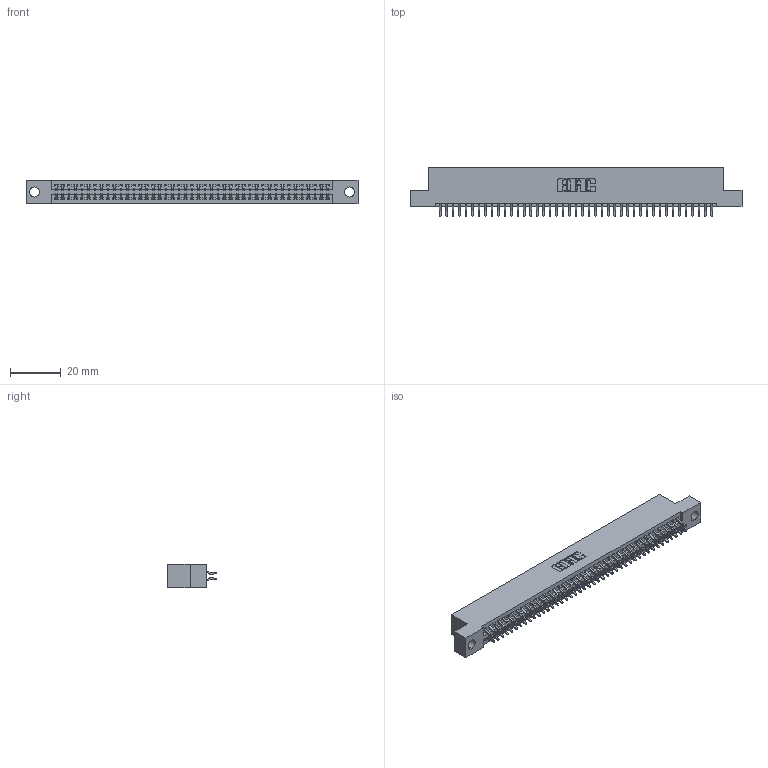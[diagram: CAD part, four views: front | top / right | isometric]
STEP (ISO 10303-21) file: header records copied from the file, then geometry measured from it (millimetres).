
FILE_DESCRIPTION (( 'STEP AP203' ), '1' );
FILE_NAME ('395-086-556-204.STEP', '2021-06-17T09:04:51', ( '' ), ( '' ), 'SwSTEP 2.0', 'SolidWorks 2020', '' );
FILE_SCHEMA (( 'CONFIG_CONTROL_DESIGN' ));
Length unit declared in the file: inch
Products named in the file (3): 345 Part_Flush Mounting Lugs - 0.156 Dia-TI; 395-086-556-204; 345-292-001_556 Tail
Assembly tree (87 placements, depth 2):
  395-086-556-204
    345 Part_Flush Mounting Lugs - 0.156 Dia-TI
    345-292-001_556 Tail  x86
Bounding box: 130.43 x 19.24 x 9.4 mm (x, y, z)
Volume: 12569.9 mm3; surface area: 18376.2 mm2
Topology: 87 solids, 87 shells, 4956 faces, 14739 edges, 9710 vertices
Faces by surface type: plane 3276, cylinder 1680
Entity records: 34243 total; most frequent: CARTESIAN_POINT 5758, ORIENTED_EDGE 5678, DIRECTION 5063, EDGE_CURVE 2839, LINE 2527, VECTOR 2527, VERTEX_POINT 1890, AXIS2_PLACEMENT_3D 1268
